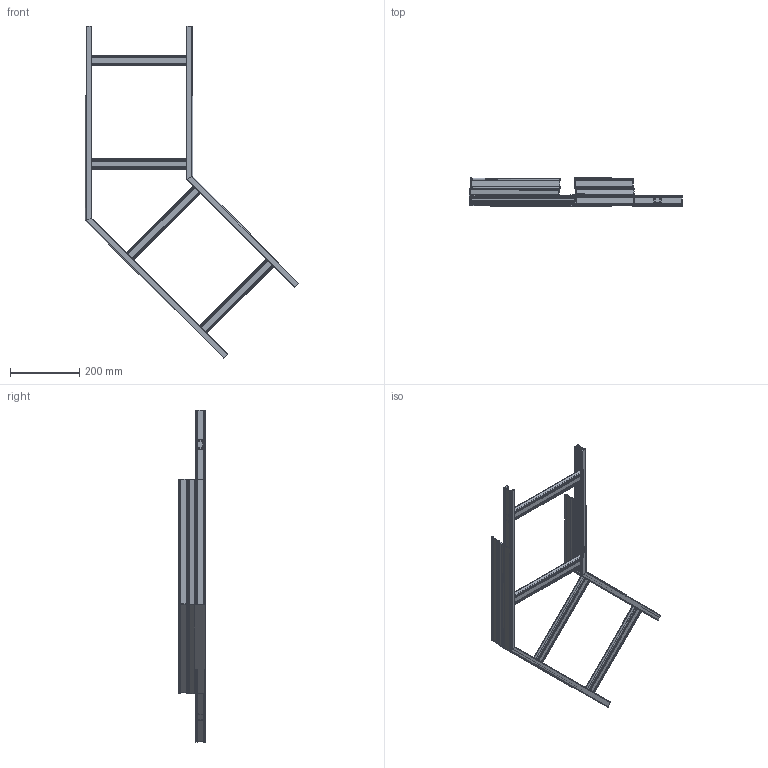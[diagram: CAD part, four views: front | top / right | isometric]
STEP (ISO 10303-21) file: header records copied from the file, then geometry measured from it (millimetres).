
FILE_DESCRIPTION (( 'STEP AP203' ), '1' );
FILE_NAME ('Ñîåäèíèòåëü 45 300 ìì.STEP', '2025-05-06T13:52:58', ( '' ), ( '' ), 'SwSTEP 2.0', 'SolidWorks 2022', '' );
FILE_SCHEMA (( 'CONFIG_CONTROL_DESIGN' ));
Length unit declared in the file: millimetre
Products named in the file (8): С-профиль для отвода 90град 563.58; С-профиль для отвода 90град 443,46; Стенка для отвода 45град левый 236.4мм; Соединитель 45 300 мм; Стенка для отвода 45град правый 563.58; С-профиль для Х-отвода 300мм; Стенка для  отвода 45град правый 236.4мм; Стенка для отвода 45град левыйя
Assembly tree (12 placements, depth 2):
  Соединитель 45 300 мм
    С-профиль для Х-отвода 300мм  x4
    С-профиль для отвода 90град 443,46  x2
    С-профиль для отвода 90град 563.58  x2
    Стенка для отвода 45град правый 563.58
    Стенка для отвода 45град левыйя
    Стенка для  отвода 45град правый 236.4мм
    Стенка для отвода 45град левый 236.4мм
Bounding box: 617.59 x 81 x 962.09 mm (x, y, z)
Volume: 774349.8 mm3; surface area: 761789.5 mm2
Topology: 12 solids, 12 shells, 916 faces, 2676 edges, 1784 vertices
Faces by surface type: cylinder 532, plane 384
Entity records: 19074 total; most frequent: CARTESIAN_POINT 4061, ORIENTED_EDGE 3192, DIRECTION 2802, EDGE_CURVE 1596, VERTEX_POINT 1064, VECTOR 952, LINE 952, AXIS2_PLACEMENT_3D 925
